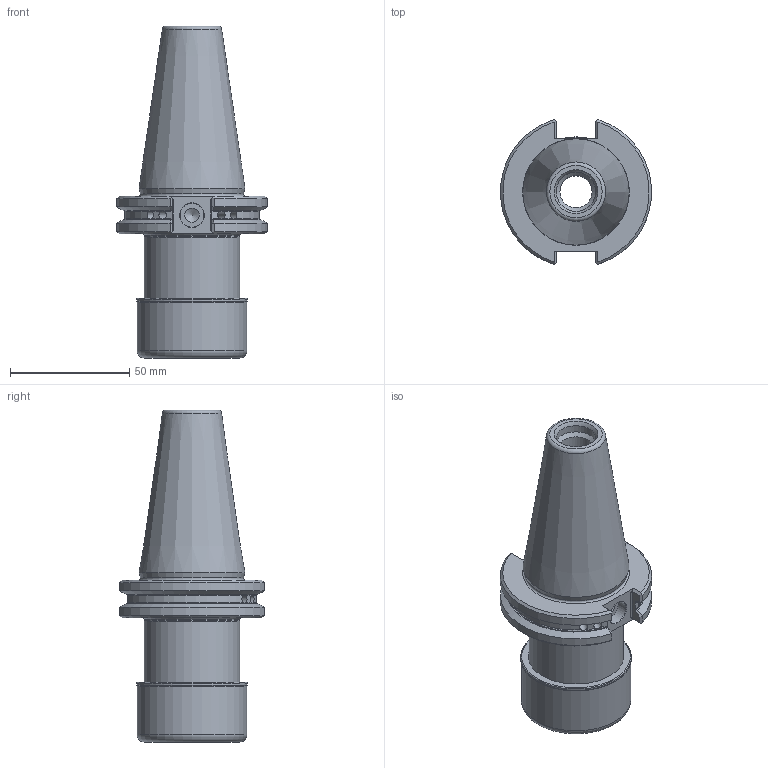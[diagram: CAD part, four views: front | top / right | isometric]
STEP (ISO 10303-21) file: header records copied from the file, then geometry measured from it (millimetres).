
FILE_DESCRIPTION(/* description */ (''),/* implementation_level */ '2;1');
FILE_NAME(/* name */ '534072531.stp',/* time_stamp */ '2023-02-16T08:14:04',/* author */ ('RJE'),/* organization */ ('REGO-FIX'),/* preprocessor_version */ ' Unknown',/* originating_system */ 'SIEMENS PLM Software Solid Edge ST10',/* authorization */ 'Unknown');
FILE_SCHEMA (('AUTOMOTIVE_DESIGN { 1 0 10303 214 2 1 1}'));
Length unit declared in the file: millimetre
Products named in the file (1): 0013080
Bounding box: 63.28 x 60.79 x 139.37 mm (x, y, z)
Volume: 138141.8 mm3; surface area: 38927.6 mm2
Topology: 2 solids, 2 shells, 123 faces, 323 edges, 207 vertices
Faces by surface type: plane 37, cylinder 34, cone 28, torus 16, bspline 8
Full cylindrical faces by diameter (mm): 3.5 x4, 10 x1, 13.5 x1, 13.53 x2, 16.5 x1, 25 x1, 30 x1, 34 x1, 38.376 x1, 39.7 x1, 40 x2, 40.05 x1, 42 x1, 46 x1, 46.4 x1
Entity records: 4411 total; most frequent: CARTESIAN_POINT 928, ORIENTED_EDGE 500, DIRECTION 498, EDGE_CURVE 250, AXIS2_PLACEMENT_3D 217, VERTEX_POINT 191, FACE_BOUND 187, EDGE_LOOP 182
